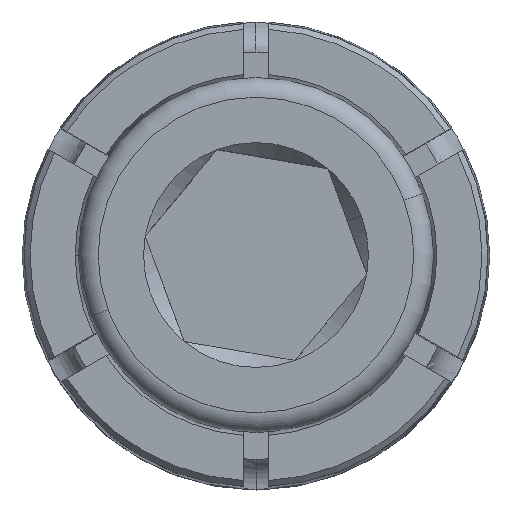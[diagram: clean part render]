
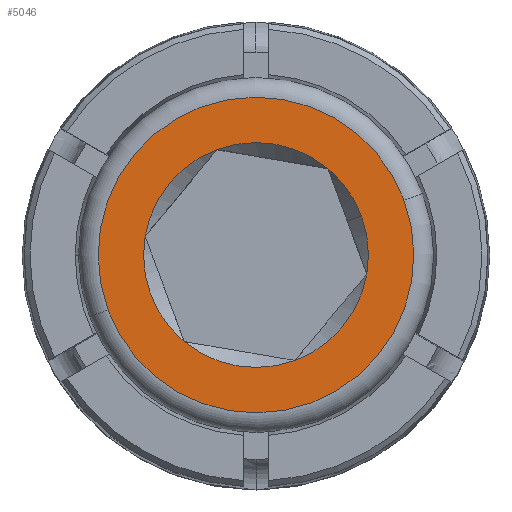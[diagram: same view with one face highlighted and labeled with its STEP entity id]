
A CAD part, top view. The second image highlights one B-rep face of the part: STEP entity #5046.
In plain terms, the highlighted face is planar.
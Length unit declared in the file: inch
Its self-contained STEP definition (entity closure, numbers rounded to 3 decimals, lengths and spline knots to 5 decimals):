
#15 = CARTESIAN_POINT ( 'NONE',  ( 0., 0., -1.10236 ) ) ;
#43 = CARTESIAN_POINT ( 'NONE',  ( 0., 0., -1.10236 ) ) ;
#48 = VERTEX_POINT ( 'NONE', #6826 ) ;
#209 = DIRECTION ( 'NONE',  ( 0., 0., -1. ) ) ;
#437 = ORIENTED_EDGE ( 'NONE', *, *, #3926, .F. ) ;
#466 = AXIS2_PLACEMENT_3D ( 'NONE', #6362, #8357, #4263 ) ;
#479 = CARTESIAN_POINT ( 'NONE',  ( 0., -0.11365, -1.10236 ) ) ;
#550 = AXIS2_PLACEMENT_3D ( 'NONE', #4054, #8844, #4856 ) ;
#551 = AXIS2_PLACEMENT_3D ( 'NONE', #1035, #6303, #1832 ) ;
#649 = ORIENTED_EDGE ( 'NONE', *, *, #3890, .F. ) ;
#712 = DIRECTION ( 'NONE',  ( -1., 0., 0. ) ) ;
#746 = DIRECTION ( 'NONE',  ( -1., 0., 0. ) ) ;
#782 = CARTESIAN_POINT ( 'NONE',  ( 0.09843, 0.05683, -1.10236 ) ) ;
#788 = VERTEX_POINT ( 'NONE', #782 ) ;
#838 = CARTESIAN_POINT ( 'NONE',  ( 0., 0., -1.10236 ) ) ;
#899 = DIRECTION ( 'NONE',  ( 0., 0., -1. ) ) ;
#1035 = CARTESIAN_POINT ( 'NONE',  ( 0., 0., -1.10236 ) ) ;
#1077 = ORIENTED_EDGE ( 'NONE', *, *, #3875, .F. ) ;
#1262 = AXIS2_PLACEMENT_3D ( 'NONE', #4736, #209, #5494 ) ;
#1263 = CARTESIAN_POINT ( 'NONE',  ( -0.1595, 0., -1.10236 ) ) ;
#1270 = AXIS2_PLACEMENT_3D ( 'NONE', #7453, #3142, #8083 ) ;
#1271 = AXIS2_PLACEMENT_3D ( 'NONE', #5470, #899, #6180 ) ;
#1303 = AXIS2_PLACEMENT_3D ( 'NONE', #838, #6114, #1626 ) ;
#1496 = AXIS2_PLACEMENT_3D ( 'NONE', #43, #5322, #746 ) ;
#1519 = AXIS2_PLACEMENT_3D ( 'NONE', #15, #5285, #712 ) ;
#1569 = ORIENTED_EDGE ( 'NONE', *, *, #3963, .F. ) ;
#1626 = DIRECTION ( 'NONE',  ( -1., 0., 0. ) ) ;
#1832 = DIRECTION ( 'NONE',  ( 1., 0., 0. ) ) ;
#2198 = AXIS2_PLACEMENT_3D ( 'NONE', #7967, #3779, #8639 ) ;
#2237 = VERTEX_POINT ( 'NONE', #2754 ) ;
#2420 = ORIENTED_EDGE ( 'NONE', *, *, #3966, .F. ) ;
#2749 = VERTEX_POINT ( 'NONE', #2913 ) ;
#2754 = CARTESIAN_POINT ( 'NONE',  ( 0., 0.11365, -1.10236 ) ) ;
#2890 = EDGE_CURVE ( 'NONE', #5556, #48, #3169, .T. ) ;
#2913 = CARTESIAN_POINT ( 'NONE',  ( 0.09843, -0.05683, -1.10236 ) ) ;
#3142 = DIRECTION ( 'NONE',  ( 0., 0., -1. ) ) ;
#3169 = CIRCLE ( 'NONE', #2198, 0.1595 ) ;
#3339 = CARTESIAN_POINT ( 'NONE',  ( -0.11365, 0., -1.10236 ) ) ;
#3779 = DIRECTION ( 'NONE',  ( 0., 0., 1. ) ) ;
#3865 = CARTESIAN_POINT ( 'NONE',  ( -0.09843, -0.05683, -1.10236 ) ) ;
#3875 = EDGE_CURVE ( 'NONE', #2237, #788, #9160, .T. ) ;
#3890 = EDGE_CURVE ( 'NONE', #788, #2749, #9043, .T. ) ;
#3926 = EDGE_CURVE ( 'NONE', #2749, #8754, #8199, .T. ) ;
#3963 = EDGE_CURVE ( 'NONE', #8754, #8084, #7824, .T. ) ;
#3966 = EDGE_CURVE ( 'NONE', #8084, #4058, #7920, .T. ) ;
#3980 = EDGE_CURVE ( 'NONE', #7178, #2237, #8100, .T. ) ;
#4054 = CARTESIAN_POINT ( 'NONE',  ( 0., 0., -1.10236 ) ) ;
#4058 = VERTEX_POINT ( 'NONE', #3339 ) ;
#4189 = EDGE_LOOP ( 'NONE', ( #5773, #5058 ) ) ;
#4227 = ORIENTED_EDGE ( 'NONE', *, *, #4961, .F. ) ;
#4263 = DIRECTION ( 'NONE',  ( -1., 0., 0. ) ) ;
#4736 = CARTESIAN_POINT ( 'NONE',  ( 0., 0., -1.10236 ) ) ;
#4856 = DIRECTION ( 'NONE',  ( -1., 0., 0. ) ) ;
#4961 = EDGE_CURVE ( 'NONE', #4058, #7178, #6728, .T. ) ;
#4965 = EDGE_CURVE ( 'NONE', #48, #5556, #7138, .T. ) ;
#5046 = ADVANCED_FACE ( 'NONE', ( #6329, #6105 ), #8936, .T. ) ;
#5058 = ORIENTED_EDGE ( 'NONE', *, *, #2890, .F. ) ;
#5285 = DIRECTION ( 'NONE',  ( 0., 0., -1. ) ) ;
#5322 = DIRECTION ( 'NONE',  ( 0., 0., -1. ) ) ;
#5470 = CARTESIAN_POINT ( 'NONE',  ( 0., 0., -1.10236 ) ) ;
#5494 = DIRECTION ( 'NONE',  ( -1., 0., 0. ) ) ;
#5556 = VERTEX_POINT ( 'NONE', #1263 ) ;
#5773 = ORIENTED_EDGE ( 'NONE', *, *, #4965, .F. ) ;
#5792 = CARTESIAN_POINT ( 'NONE',  ( -0.09843, 0.05683, -1.10236 ) ) ;
#6105 = FACE_OUTER_BOUND ( 'NONE', #4189, .T. ) ;
#6114 = DIRECTION ( 'NONE',  ( 0., 0., -1. ) ) ;
#6180 = DIRECTION ( 'NONE',  ( -1., 0., 0. ) ) ;
#6278 = ORIENTED_EDGE ( 'NONE', *, *, #3980, .F. ) ;
#6303 = DIRECTION ( 'NONE',  ( 0., 0., 1. ) ) ;
#6329 = FACE_BOUND ( 'NONE', #7905, .T. ) ;
#6362 = CARTESIAN_POINT ( 'NONE',  ( 0., 0., -1.10236 ) ) ;
#6728 = CIRCLE ( 'NONE', #550, 0.11365 ) ;
#6826 = CARTESIAN_POINT ( 'NONE',  ( 0.1595, 0., -1.10236 ) ) ;
#7138 = CIRCLE ( 'NONE', #551, 0.1595 ) ;
#7178 = VERTEX_POINT ( 'NONE', #5792 ) ;
#7453 = CARTESIAN_POINT ( 'NONE',  ( 0., 0., -1.10236 ) ) ;
#7824 = CIRCLE ( 'NONE', #1271, 0.11365 ) ;
#7905 = EDGE_LOOP ( 'NONE', ( #6278, #4227, #2420, #1569, #437, #649, #1077 ) ) ;
#7920 = CIRCLE ( 'NONE', #1270, 0.11365 ) ;
#7967 = CARTESIAN_POINT ( 'NONE',  ( 0., 0., -1.10236 ) ) ;
#8083 = DIRECTION ( 'NONE',  ( -1., 0., 0. ) ) ;
#8084 = VERTEX_POINT ( 'NONE', #3865 ) ;
#8100 = CIRCLE ( 'NONE', #1262, 0.11365 ) ;
#8199 = CIRCLE ( 'NONE', #1303, 0.11365 ) ;
#8357 = DIRECTION ( 'NONE',  ( 0., 0., -1. ) ) ;
#8639 = DIRECTION ( 'NONE',  ( 1., 0., 0. ) ) ;
#8754 = VERTEX_POINT ( 'NONE', #479 ) ;
#8844 = DIRECTION ( 'NONE',  ( 0., 0., -1. ) ) ;
#8936 = PLANE ( 'NONE',  #466 ) ;
#9043 = CIRCLE ( 'NONE', #1496, 0.11365 ) ;
#9160 = CIRCLE ( 'NONE', #1519, 0.11365 ) ;
